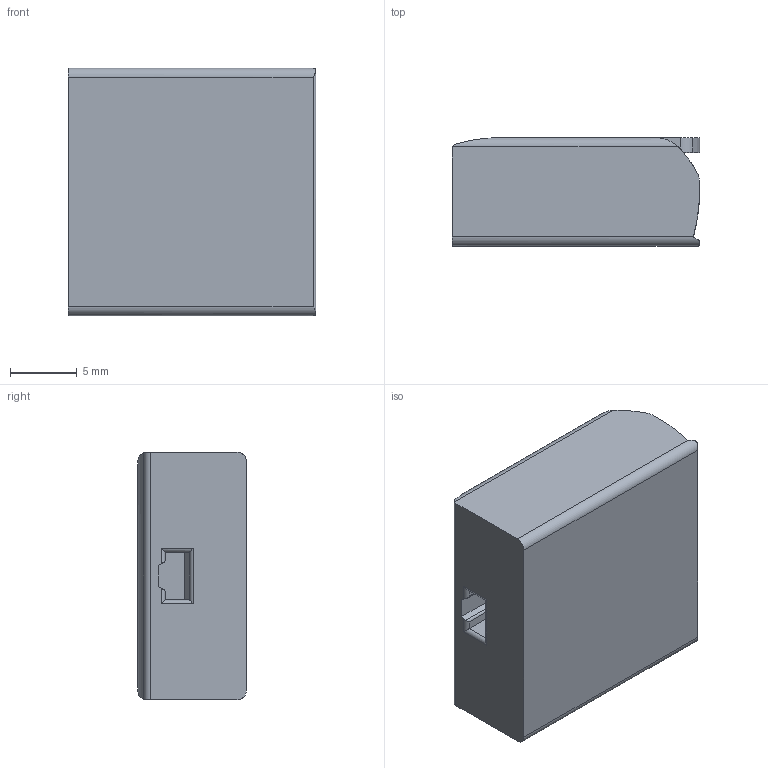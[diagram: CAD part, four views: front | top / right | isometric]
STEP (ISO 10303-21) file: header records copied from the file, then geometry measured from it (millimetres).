
FILE_DESCRIPTION(/* description */ ('Alibre Inc.'),/* implementation_level */ '2;1');
FILE_NAME(/* name */ 'export-C4DE4B7F-114C-447D-88C3-A3657FEB7D87',/* time_stamp */ '2024-05-16T09:23:09+02:00',/* author */ (''),/* organization */ (''),/* preprocessor_version */ 'ST-DEVELOPER v17',/* originating_system */ 'Alibre',/* authorisation */ '');
FILE_SCHEMA (('AUTOMOTIVE_DESIGN'));
Length unit declared in the file: millimetre
Products named in the file (1): 221-413
Bounding box: 18.6 x 8.15 x 18.6 mm (x, y, z)
Volume: 2578 mm3; surface area: 1738.5 mm2
Topology: 1 solids, 1 shells, 161 faces, 464 edges, 306 vertices
Faces by surface type: plane 96, cylinder 65
Entity records: 5415 total; most frequent: CARTESIAN_POINT 1027, ORIENTED_EDGE 928, DIRECTION 788, EDGE_CURVE 464, VERTEX_POINT 306, VECTOR 304, LINE 304, AXIS2_PLACEMENT_3D 290
